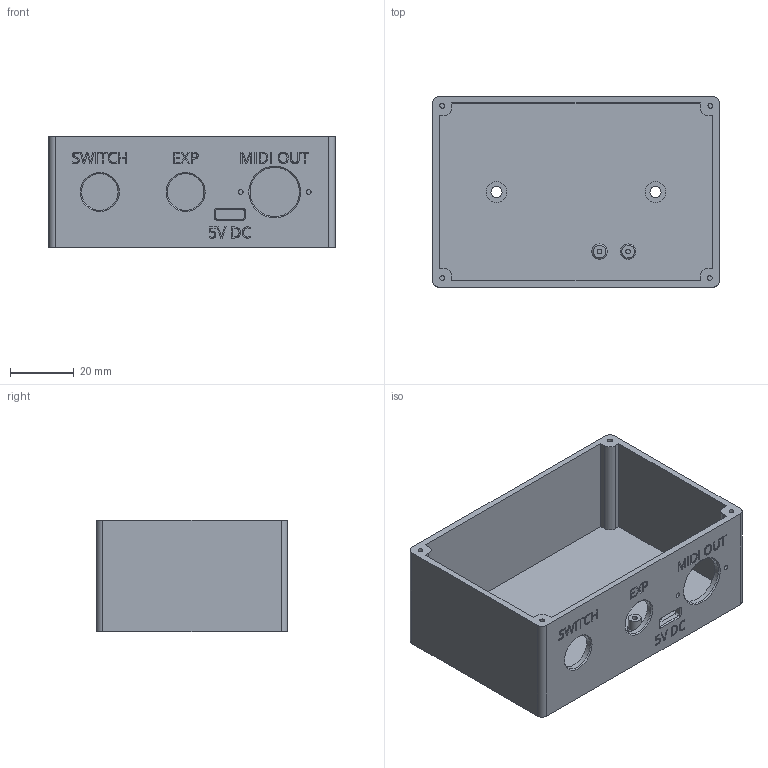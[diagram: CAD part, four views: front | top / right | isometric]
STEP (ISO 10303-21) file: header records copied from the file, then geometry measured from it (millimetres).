
FILE_DESCRIPTION(/* description */ ('STEP AP242','CAx-IF Rec.Pracs.---Representation and Presentation of Product Manufacturing Information (PMI)---4.0---2014-10-13','CAx-IF Rec.Pracs.---3D Tessellated Geometry---0.4---2014-09-14','2;1'),/* implementation_level */ '2;1');
FILE_NAME(/* name */ '6321fd667b1ff04520755108',/* time_stamp */ '2022-09-14T16:12:24+00:00',/* author */ (''),/* organization */ (''),/* preprocessor_version */ 'ST-DEVELOPER v18.102',/* originating_system */ ' ',/* authorisation */ ' ');
FILE_SCHEMA (('AP242_MANAGED_MODEL_BASED_3D_ENGINEERING_MIM_LF { 1 0 10303 442 1 1 4 }'));
Length unit declared in the file: metre
Products named in the file (1): BoxBottom
Bounding box: 90 x 60 x 35 mm (x, y, z)
Volume: 35519.6 mm3; surface area: 30511.4 mm2
Topology: 1 solids, 1 shells, 357 faces, 952 edges, 632 vertices
Faces by surface type: plane 200, bspline 119, cylinder 29, cone 9
Full cylindrical faces by diameter (mm): 1.5 x8, 3.5 x2, 4 x2, 6.5 x2, 11.5 x2, 15.5 x1
Entity records: 11304 total; most frequent: CARTESIAN_POINT 3219, ORIENTED_EDGE 1850, DIRECTION 1232, EDGE_CURVE 925, VERTEX_POINT 627, LINE 620, VECTOR 620, EDGE_LOOP 430
